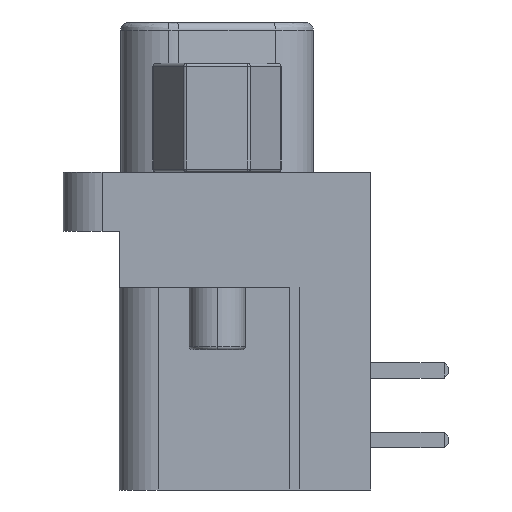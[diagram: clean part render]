
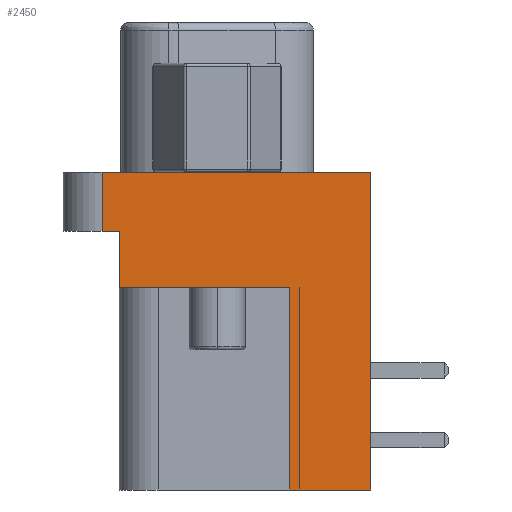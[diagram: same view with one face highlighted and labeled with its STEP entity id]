
A CAD part, left-side view. The second image highlights one B-rep face of the part: STEP entity #2450.
In plain terms, the highlighted planar face has unit normal (-1, 0, 0).
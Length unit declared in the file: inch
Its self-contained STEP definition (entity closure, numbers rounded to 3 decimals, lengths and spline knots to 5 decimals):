
#101 = EDGE_CURVE ( 'NONE', #102, #257, #3487, .T. ) ;
#102 = VERTEX_POINT ( 'NONE', #3483 ) ;
#131 = EDGE_CURVE ( 'NONE', #237, #193, #3646, .T. ) ;
#165 = EDGE_CURVE ( 'NONE', #1094, #240, #3511, .T. ) ;
#193 = VERTEX_POINT ( 'NONE', #3781 ) ;
#237 = VERTEX_POINT ( 'NONE', #4026 ) ;
#239 = EDGE_CURVE ( 'NONE', #240, #237, #4025, .T. ) ;
#240 = VERTEX_POINT ( 'NONE', #4021 ) ;
#257 = VERTEX_POINT ( 'NONE', #4097 ) ;
#259 = EDGE_CURVE ( 'NONE', #257, #1099, #4095, .T. ) ;
#473 = EDGE_CURVE ( 'NONE', #193, #607, #5108, .T. ) ;
#607 = VERTEX_POINT ( 'NONE', #5979 ) ;
#667 = VERTEX_POINT ( 'NONE', #5902 ) ;
#711 = EDGE_CURVE ( 'NONE', #739, #667, #6115, .T. ) ;
#739 = VERTEX_POINT ( 'NONE', #6142 ) ;
#766 = EDGE_CURVE ( 'NONE', #667, #102, #6079, .T. ) ;
#1094 = VERTEX_POINT ( 'NONE', #13366 ) ;
#1098 = EDGE_CURVE ( 'NONE', #1099, #1094, #13360, .T. ) ;
#1099 = VERTEX_POINT ( 'NONE', #13524 ) ;
#2449 = EDGE_CURVE ( 'NONE', #2844, #739, #12951, .T. ) ;
#2450 = ADVANCED_FACE ( 'NONE', ( #12947 ), #12992, .T. ) ;
#2451 = EDGE_LOOP ( 'NONE', ( #2452, #2453, #2666, #2688, #2676, #2687, #2672, #2572, #2573, #2574, #2575, #2674 ) ) ;
#2452 = ORIENTED_EDGE ( 'NONE', *, *, #473, .T. ) ;
#2453 = ORIENTED_EDGE ( 'NONE', *, *, #2576, .F. ) ;
#2572 = ORIENTED_EDGE ( 'NONE', *, *, #259, .T. ) ;
#2573 = ORIENTED_EDGE ( 'NONE', *, *, #1098, .T. ) ;
#2574 = ORIENTED_EDGE ( 'NONE', *, *, #165, .T. ) ;
#2575 = ORIENTED_EDGE ( 'NONE', *, *, #239, .T. ) ;
#2576 = EDGE_CURVE ( 'NONE', #2669, #607, #7104, .T. ) ;
#2663 = EDGE_CURVE ( 'NONE', #2844, #2669, #7367, .T. ) ;
#2666 = ORIENTED_EDGE ( 'NONE', *, *, #2663, .F. ) ;
#2669 = VERTEX_POINT ( 'NONE', #7363 ) ;
#2672 = ORIENTED_EDGE ( 'NONE', *, *, #101, .T. ) ;
#2674 = ORIENTED_EDGE ( 'NONE', *, *, #131, .T. ) ;
#2676 = ORIENTED_EDGE ( 'NONE', *, *, #711, .T. ) ;
#2687 = ORIENTED_EDGE ( 'NONE', *, *, #766, .T. ) ;
#2688 = ORIENTED_EDGE ( 'NONE', *, *, #2449, .T. ) ;
#2844 = VERTEX_POINT ( 'NONE', #8011 ) ;
#3483 = CARTESIAN_POINT ( 'NONE',  ( 0., 0.404, -0.185 ) ) ;
#3484 = DIRECTION ( 'NONE',  ( 0., -1., 0. ) ) ;
#3485 = VECTOR ( 'NONE', #3484, 39.37008 ) ;
#3486 = CARTESIAN_POINT ( 'NONE',  ( 0., 0.494, -0.185 ) ) ;
#3487 = LINE ( 'NONE', #3486, #3485 ) ;
#3496 = CARTESIAN_POINT ( 'NONE',  ( 0., 0.115, -0.51 ) ) ;
#3509 = DIRECTION ( 'NONE',  ( 0., 0., 1. ) ) ;
#3510 = VECTOR ( 'NONE', #3509, 39.37008 ) ;
#3511 = LINE ( 'NONE', #3496, #3510 ) ;
#3643 = DIRECTION ( 'NONE',  ( 0., 0., -1. ) ) ;
#3644 = VECTOR ( 'NONE', #3643, 39.37008 ) ;
#3645 = CARTESIAN_POINT ( 'NONE',  ( 0., 0.114, -0.51 ) ) ;
#3646 = LINE ( 'NONE', #3645, #3644 ) ;
#3781 = CARTESIAN_POINT ( 'NONE',  ( 0., 0.114, -0.51 ) ) ;
#4021 = CARTESIAN_POINT ( 'NONE',  ( 0., 0.115, -0.185 ) ) ;
#4022 = DIRECTION ( 'NONE',  ( 0., -1., 0. ) ) ;
#4023 = VECTOR ( 'NONE', #4022, 39.37008 ) ;
#4024 = CARTESIAN_POINT ( 'NONE',  ( 0., 0.404, -0.185 ) ) ;
#4025 = LINE ( 'NONE', #4024, #4023 ) ;
#4026 = CARTESIAN_POINT ( 'NONE',  ( 0., 0.114, -0.185 ) ) ;
#4092 = DIRECTION ( 'NONE',  ( 0., 0., -1. ) ) ;
#4093 = VECTOR ( 'NONE', #4092, 39.37008 ) ;
#4094 = CARTESIAN_POINT ( 'NONE',  ( 0., 0.13, -0.51 ) ) ;
#4095 = LINE ( 'NONE', #4094, #4093 ) ;
#4097 = CARTESIAN_POINT ( 'NONE',  ( 0., 0.13, -0.185 ) ) ;
#5105 = DIRECTION ( 'NONE',  ( 0., -1., 0. ) ) ;
#5106 = VECTOR ( 'NONE', #5105, 39.37008 ) ;
#5107 = CARTESIAN_POINT ( 'NONE',  ( 0., 0.494, -0.51 ) ) ;
#5108 = LINE ( 'NONE', #5107, #5106 ) ;
#5902 = CARTESIAN_POINT ( 'NONE',  ( 0., 0.404, -0.095 ) ) ;
#5979 = CARTESIAN_POINT ( 'NONE',  ( 0., 0., -0.51 ) ) ;
#6076 = DIRECTION ( 'NONE',  ( 0., 0., -1. ) ) ;
#6077 = VECTOR ( 'NONE', #6076, 39.37008 ) ;
#6078 = CARTESIAN_POINT ( 'NONE',  ( 0., 0.404, -0.51 ) ) ;
#6079 = LINE ( 'NONE', #6078, #6077 ) ;
#6112 = DIRECTION ( 'NONE',  ( 0., -1., 0. ) ) ;
#6113 = VECTOR ( 'NONE', #6112, 39.37008 ) ;
#6114 = CARTESIAN_POINT ( 'NONE',  ( 0., 0.494, -0.095 ) ) ;
#6115 = LINE ( 'NONE', #6114, #6113 ) ;
#6142 = CARTESIAN_POINT ( 'NONE',  ( 0., 0.4315, -0.095 ) ) ;
#7101 = DIRECTION ( 'NONE',  ( 0., 0., -1. ) ) ;
#7102 = VECTOR ( 'NONE', #7101, 39.37008 ) ;
#7103 = CARTESIAN_POINT ( 'NONE',  ( 0., 0., -0.51 ) ) ;
#7104 = LINE ( 'NONE', #7103, #7102 ) ;
#7363 = CARTESIAN_POINT ( 'NONE',  ( 0., 0., 0. ) ) ;
#7364 = DIRECTION ( 'NONE',  ( 0., -1., 0. ) ) ;
#7365 = VECTOR ( 'NONE', #7364, 39.37008 ) ;
#7366 = CARTESIAN_POINT ( 'NONE',  ( 0., 0., 0. ) ) ;
#7367 = LINE ( 'NONE', #7366, #7365 ) ;
#8011 = CARTESIAN_POINT ( 'NONE',  ( 0., 0.4315, 0. ) ) ;
#12947 = FACE_OUTER_BOUND ( 'NONE', #2451, .T. ) ;
#12948 = DIRECTION ( 'NONE',  ( 0., 0., -1. ) ) ;
#12949 = VECTOR ( 'NONE', #12948, 39.37008 ) ;
#12950 = CARTESIAN_POINT ( 'NONE',  ( 0., 0.4315, -0.51 ) ) ;
#12951 = LINE ( 'NONE', #12950, #12949 ) ;
#12988 = DIRECTION ( 'NONE',  ( 0., -1., 0. ) ) ;
#12989 = DIRECTION ( 'NONE',  ( -1., 0., 0. ) ) ;
#12990 = CARTESIAN_POINT ( 'NONE',  ( 0., 0.494, -0.51 ) ) ;
#12991 = AXIS2_PLACEMENT_3D ( 'NONE', #12990, #12989, #12988 ) ;
#12992 = PLANE ( 'NONE',  #12991 ) ;
#13357 = DIRECTION ( 'NONE',  ( 0., -1., 0. ) ) ;
#13358 = VECTOR ( 'NONE', #13357, 39.37008 ) ;
#13359 = CARTESIAN_POINT ( 'NONE',  ( 0., 0., -0.51 ) ) ;
#13360 = LINE ( 'NONE', #13359, #13358 ) ;
#13366 = CARTESIAN_POINT ( 'NONE',  ( 0., 0.115, -0.51 ) ) ;
#13524 = CARTESIAN_POINT ( 'NONE',  ( 0., 0.13, -0.51 ) ) ;
